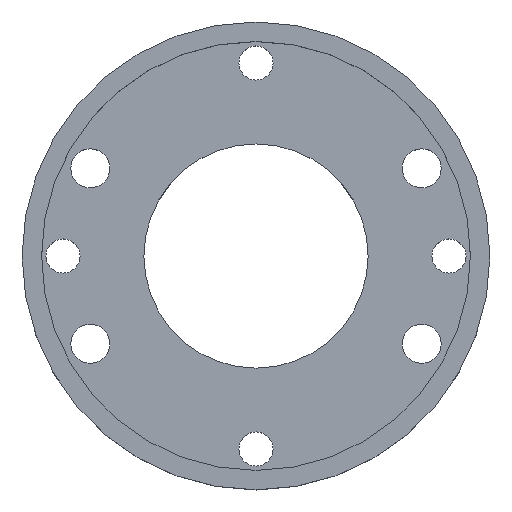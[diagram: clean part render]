
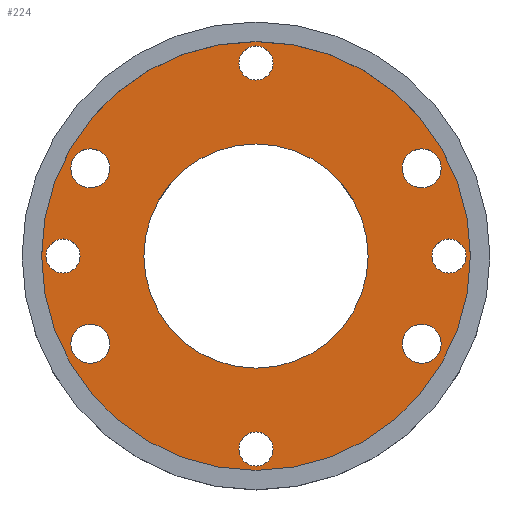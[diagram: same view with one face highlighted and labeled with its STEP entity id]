
A CAD part, top view. The second image highlights one B-rep face of the part: STEP entity #224.
In plain terms, the highlighted planar face has unit normal (0, 0, 1).
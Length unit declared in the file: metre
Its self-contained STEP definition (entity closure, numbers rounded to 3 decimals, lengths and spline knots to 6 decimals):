
#23=ORIENTED_EDGE('',*,*,#67,.F.);
#24=ORIENTED_EDGE('',*,*,#68,.F.);
#25=ORIENTED_EDGE('',*,*,#69,.F.);
#26=ORIENTED_EDGE('',*,*,#70,.T.);
#27=ORIENTED_EDGE('',*,*,#71,.F.);
#28=ORIENTED_EDGE('',*,*,#72,.T.);
#29=ORIENTED_EDGE('',*,*,#73,.F.);
#30=ORIENTED_EDGE('',*,*,#74,.F.);
#31=ORIENTED_EDGE('',*,*,#75,.T.);
#32=ORIENTED_EDGE('',*,*,#76,.F.);
#67=EDGE_CURVE('',#89,#89,#111,.T.);
#68=EDGE_CURVE('',#90,#90,#112,.T.);
#69=EDGE_CURVE('',#91,#91,#113,.T.);
#70=EDGE_CURVE('',#92,#92,#114,.F.);
#71=EDGE_CURVE('',#93,#93,#115,.T.);
#72=EDGE_CURVE('',#94,#94,#116,.T.);
#73=EDGE_CURVE('',#95,#95,#117,.T.);
#74=EDGE_CURVE('',#96,#96,#118,.T.);
#75=EDGE_CURVE('',#97,#97,#119,.F.);
#76=EDGE_CURVE('',#98,#98,#120,.T.);
#89=VERTEX_POINT('',#364);
#90=VERTEX_POINT('',#366);
#91=VERTEX_POINT('',#368);
#92=VERTEX_POINT('',#370);
#93=VERTEX_POINT('',#372);
#94=VERTEX_POINT('',#374);
#95=VERTEX_POINT('',#376);
#96=VERTEX_POINT('',#378);
#97=VERTEX_POINT('',#380);
#98=VERTEX_POINT('',#382);
#111=CIRCLE('',#252,0.002);
#112=CIRCLE('',#253,0.00175);
#113=CIRCLE('',#254,0.00175);
#114=CIRCLE('',#255,0.002);
#115=CIRCLE('',#256,0.022);
#116=CIRCLE('',#257,0.0115);
#117=CIRCLE('',#258,0.00175);
#118=CIRCLE('',#259,0.00175);
#119=CIRCLE('',#260,0.002);
#120=CIRCLE('',#261,0.002);
#133=EDGE_LOOP('',(#23));
#134=EDGE_LOOP('',(#24));
#135=EDGE_LOOP('',(#25));
#136=EDGE_LOOP('',(#26));
#137=EDGE_LOOP('',(#27));
#138=EDGE_LOOP('',(#28));
#139=EDGE_LOOP('',(#29));
#140=EDGE_LOOP('',(#30));
#141=EDGE_LOOP('',(#31));
#142=EDGE_LOOP('',(#32));
#177=FACE_BOUND('',#133,.T.);
#178=FACE_BOUND('',#134,.T.);
#179=FACE_BOUND('',#135,.T.);
#180=FACE_BOUND('',#136,.T.);
#181=FACE_BOUND('',#137,.T.);
#182=FACE_BOUND('',#138,.T.);
#183=FACE_BOUND('',#139,.T.);
#184=FACE_BOUND('',#140,.T.);
#185=FACE_BOUND('',#141,.T.);
#186=FACE_BOUND('',#142,.T.);
#221=PLANE('',#251);
#224=ADVANCED_FACE('',(#177,#178,#179,#180,#181,#182,#183,#184,#185,#186),
#221,.F.);
#251=AXIS2_PLACEMENT_3D('',#362,#289,#290);
#252=AXIS2_PLACEMENT_3D('',#363,#291,#292);
#253=AXIS2_PLACEMENT_3D('',#365,#293,#294);
#254=AXIS2_PLACEMENT_3D('',#367,#295,#296);
#255=AXIS2_PLACEMENT_3D('',#369,#297,#298);
#256=AXIS2_PLACEMENT_3D('',#371,#299,#300);
#257=AXIS2_PLACEMENT_3D('',#373,#301,#302);
#258=AXIS2_PLACEMENT_3D('',#375,#303,#304);
#259=AXIS2_PLACEMENT_3D('',#377,#305,#306);
#260=AXIS2_PLACEMENT_3D('',#379,#307,#308);
#261=AXIS2_PLACEMENT_3D('',#381,#309,#310);
#289=DIRECTION('',(0.,0.,-1.));
#290=DIRECTION('',(0.,1.,0.));
#291=DIRECTION('',(0.,0.,1.));
#292=DIRECTION('',(0.,-1.,0.));
#293=DIRECTION('',(0.,0.,1.));
#294=DIRECTION('',(0.,-1.,0.));
#295=DIRECTION('',(0.,0.,1.));
#296=DIRECTION('',(0.,-1.,0.));
#297=DIRECTION('',(0.,0.,1.));
#298=DIRECTION('',(0.,-1.,0.));
#299=DIRECTION('',(0.,0.,-1.));
#300=DIRECTION('',(0.,1.,0.));
#301=DIRECTION('',(0.,0.,-1.));
#302=DIRECTION('',(0.,1.,0.));
#303=DIRECTION('',(0.,0.,1.));
#304=DIRECTION('',(0.,-1.,0.));
#305=DIRECTION('',(0.,0.,1.));
#306=DIRECTION('',(0.,-1.,0.));
#307=DIRECTION('',(0.,0.,1.));
#308=DIRECTION('',(0.,-1.,0.));
#309=DIRECTION('',(0.,0.,1.));
#310=DIRECTION('',(0.,-1.,0.));
#362=CARTESIAN_POINT('',(0.,0.,0.002));
#363=CARTESIAN_POINT('',(0.017,0.009,0.002));
#364=CARTESIAN_POINT('',(0.017,0.007,0.002));
#365=CARTESIAN_POINT('',(0.,0.019799,0.002));
#366=CARTESIAN_POINT('',(0.,0.018049,0.002));
#367=CARTESIAN_POINT('',(0.,-0.019799,0.002));
#368=CARTESIAN_POINT('',(0.,-0.021549,0.002));
#369=CARTESIAN_POINT('',(-0.017,0.009,0.002));
#370=CARTESIAN_POINT('',(-0.017,0.007,0.002));
#371=CARTESIAN_POINT('',(0.,0.,0.002));
#372=CARTESIAN_POINT('',(0.,0.022,0.002));
#373=CARTESIAN_POINT('',(0.,0.,0.002));
#374=CARTESIAN_POINT('',(0.,0.0115,0.002));
#375=CARTESIAN_POINT('',(0.019799,0.,0.002));
#376=CARTESIAN_POINT('',(0.019799,-0.00175,0.002));
#377=CARTESIAN_POINT('',(-0.019799,0.,0.002));
#378=CARTESIAN_POINT('',(-0.019799,-0.00175,0.002));
#379=CARTESIAN_POINT('',(0.017,-0.009,0.002));
#380=CARTESIAN_POINT('',(0.017,-0.011,0.002));
#381=CARTESIAN_POINT('',(-0.017,-0.009,0.002));
#382=CARTESIAN_POINT('',(-0.017,-0.011,0.002));
